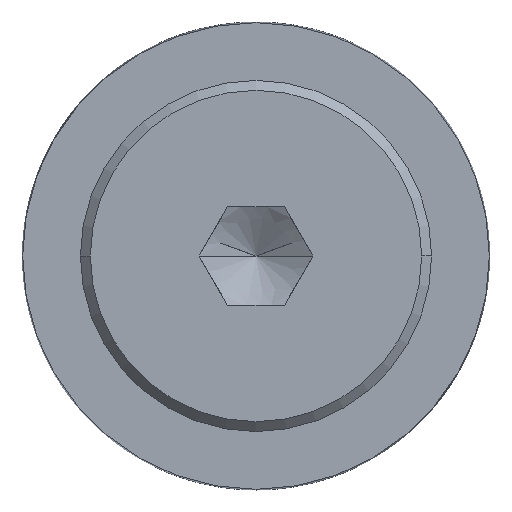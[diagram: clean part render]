
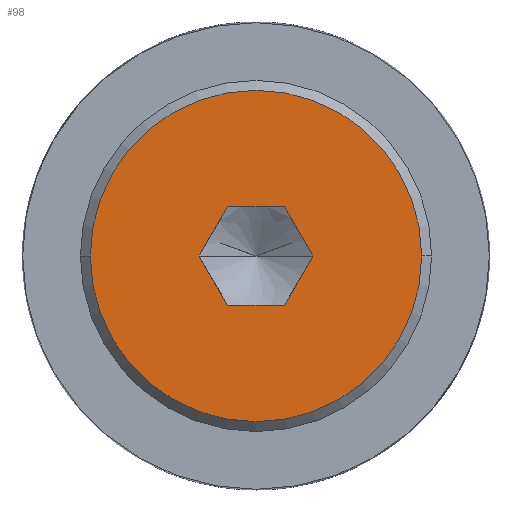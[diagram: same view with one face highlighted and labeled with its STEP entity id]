
A CAD part, left-side view. The second image highlights one B-rep face of the part: STEP entity #98.
In plain terms, the highlighted planar face has unit normal (-1, 0, 0).
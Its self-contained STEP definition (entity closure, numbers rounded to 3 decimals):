
#98=ADVANCED_FACE('',(#159,#160),#161,.T.);
#159=FACE_BOUND('',#240,.T.);
#160=FACE_OUTER_BOUND('',#241,.T.);
#161=PLANE('',#242);
#240=EDGE_LOOP('',(#438,#439,#440,#441,#442,#443));
#241=EDGE_LOOP('',(#444,#445));
#242=AXIS2_PLACEMENT_3D('',#446,#447,#448);
#438=ORIENTED_EDGE('',*,*,#600,.T.);
#439=ORIENTED_EDGE('',*,*,#602,.T.);
#440=ORIENTED_EDGE('',*,*,#605,.T.);
#441=ORIENTED_EDGE('',*,*,#592,.T.);
#442=ORIENTED_EDGE('',*,*,#596,.T.);
#443=ORIENTED_EDGE('',*,*,#598,.T.);
#444=ORIENTED_EDGE('',*,*,#568,.F.);
#445=ORIENTED_EDGE('',*,*,#607,.F.);
#446=CARTESIAN_POINT('',(0.0,3.363,0.0));
#447=DIRECTION('',(-1.0,0.0,0.0));
#448=DIRECTION('',(0.0,-1.0,0.0));
#568=EDGE_CURVE('',#669,#672,#673,.T.);
#592=EDGE_CURVE('',#712,#713,#714,.T.);
#596=EDGE_CURVE('',#713,#719,#720,.T.);
#598=EDGE_CURVE('',#719,#722,#723,.T.);
#600=EDGE_CURVE('',#722,#725,#726,.T.);
#602=EDGE_CURVE('',#725,#728,#729,.T.);
#605=EDGE_CURVE('',#728,#712,#733,.T.);
#607=EDGE_CURVE('',#672,#669,#735,.T.);
#669=VERTEX_POINT('',#807);
#672=VERTEX_POINT('',#811);
#673=CIRCLE('',#812,6.725);
#712=VERTEX_POINT('',#889);
#713=VERTEX_POINT('',#890);
#714=LINE('',#891,#892);
#719=VERTEX_POINT('',#908);
#720=LINE('',#909,#910);
#722=VERTEX_POINT('',#913);
#723=LINE('',#914,#915);
#725=VERTEX_POINT('',#918);
#726=LINE('',#919,#920);
#728=VERTEX_POINT('',#923);
#729=LINE('',#924,#925);
#733=LINE('',#939,#940);
#735=CIRCLE('',#951,6.725);
#807=CARTESIAN_POINT('',(0.0,6.725,0.0));
#811=CARTESIAN_POINT('',(0.0,-6.725,0.));
#812=AXIS2_PLACEMENT_3D('',#1020,#1021,#1022);
#889=CARTESIAN_POINT('',(0.0,-1.155,2.0));
#890=CARTESIAN_POINT('',(0.0,-2.309,0.));
#891=CARTESIAN_POINT('',(0.0,-1.312,1.728));
#892=VECTOR('',#1061,1.0);
#908=CARTESIAN_POINT('',(0.0,-1.155,-2.0));
#909=CARTESIAN_POINT('',(0.0,-1.312,-1.728));
#910=VECTOR('',#1064,1.0);
#913=CARTESIAN_POINT('',(0.0,1.155,-2.0));
#914=CARTESIAN_POINT('',(0.0,1.681,-2.0));
#915=VECTOR('',#1066,1.0);
#918=CARTESIAN_POINT('',(0.0,2.309,0.));
#919=CARTESIAN_POINT('',(0.0,2.152,-0.272));
#920=VECTOR('',#1068,1.0);
#923=CARTESIAN_POINT('',(0.0,1.155,2.0));
#924=CARTESIAN_POINT('',(0.0,2.152,0.272));
#925=VECTOR('',#1070,1.0);
#939=CARTESIAN_POINT('',(0.0,1.681,2.0));
#940=VECTOR('',#1072,1.0);
#951=AXIS2_PLACEMENT_3D('',#1073,#1074,#1075);
#1020=CARTESIAN_POINT('',(0.0,0.0,0.0));
#1021=DIRECTION('',(1.0,0.0,0.0));
#1022=DIRECTION('',(0.0,1.0,0.0));
#1061=DIRECTION('',(-0.0,-0.5,-0.866));
#1064=DIRECTION('',(0.0,0.5,-0.866));
#1066=DIRECTION('',(0.0,1.0,0.0));
#1068=DIRECTION('',(0.0,0.5,0.866));
#1070=DIRECTION('',(0.0,-0.5,0.866));
#1072=DIRECTION('',(0.0,-1.0,0.));
#1073=CARTESIAN_POINT('',(0.0,0.0,0.0));
#1074=DIRECTION('',(1.0,0.0,0.0));
#1075=DIRECTION('',(0.0,1.0,0.0));
